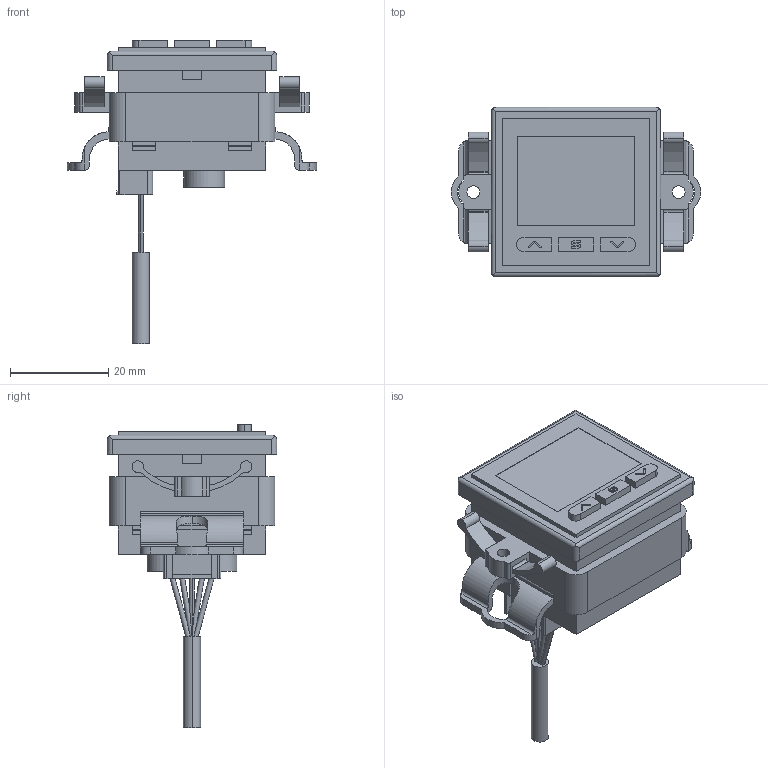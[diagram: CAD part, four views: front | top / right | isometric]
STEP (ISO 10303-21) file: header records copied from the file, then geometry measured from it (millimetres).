
FILE_DESCRIPTION (( 'STEP AP214' ), '1' );
FILE_NAME ('101000046815.STEP', '2025-11-04T07:04:43', ( 'Microsoft' ), ( 'Microsoft' ), 'SwSTEP 2.0', 'SolidWorks 2025', '' );
FILE_SCHEMA (( 'AUTOMOTIVE_DESIGN' ));
Length unit declared in the file: millimetre
Products named in the file (1): 101000046815
Bounding box: 50.8 x 34.5 x 61.9 mm (x, y, z)
Volume: 27230 mm3; surface area: 13892.6 mm2
Topology: 4 solids, 4 shells, 753 faces, 1910 edges, 1269 vertices
Faces by surface type: plane 609, cylinder 140, cone 4
Entity records: 22796 total; most frequent: CARTESIAN_POINT 4387, ORIENTED_EDGE 3816, DIRECTION 3604, EDGE_CURVE 1908, VECTOR 1600, LINE 1600, VERTEX_POINT 1269, AXIS2_PLACEMENT_3D 1002
